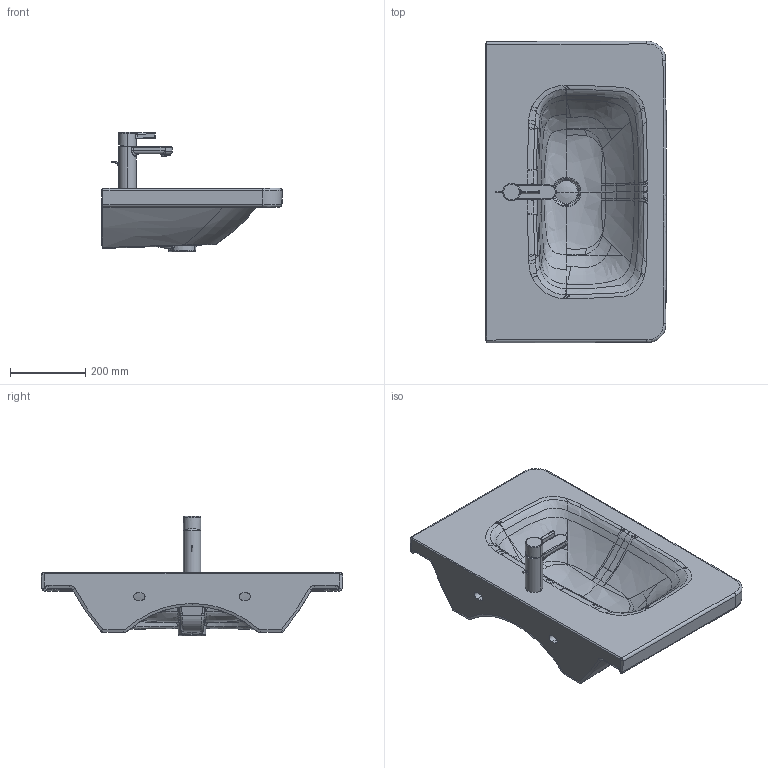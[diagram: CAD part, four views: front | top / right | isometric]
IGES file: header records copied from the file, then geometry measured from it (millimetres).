
Global section: file name: No Iges File Name specified; native system: Autodesk Inventor 2011; preprocessor: AutoDesk Inventor Iges Exporter R2011; author: Administrator; date: 20130527.185913; units: millimetre
Bounding box: 480.09 x 799.96 x 317.29 mm (x, y, z)
Volume: 21830661.7 mm3; surface area: 1254004.9 mm2
Topology: 7 solids, 7 shells, 570 faces, 1455 edges, 901 vertices
Faces by surface type: bspline 345, plane 84, cylinder 58, revolution 54, torus 20, cone 7, sphere 2
